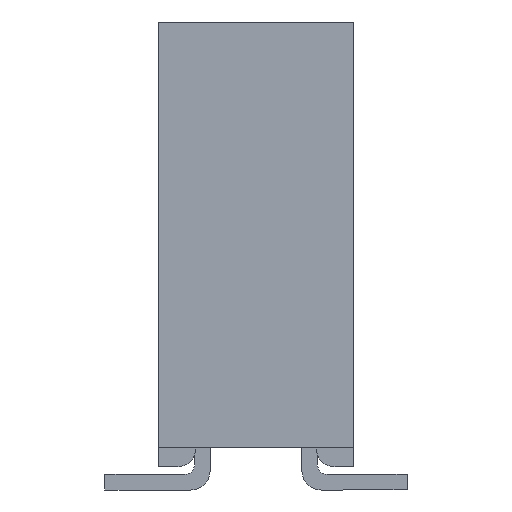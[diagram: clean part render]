
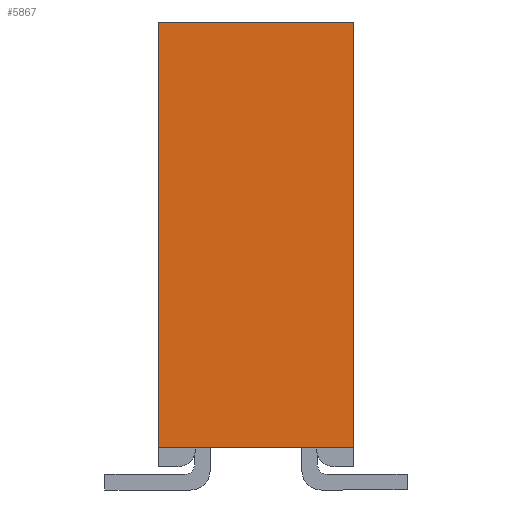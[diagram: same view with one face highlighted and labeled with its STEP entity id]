
A CAD part, left-side view. The second image highlights one B-rep face of the part: STEP entity #5867.
In plain terms, the highlighted planar face has unit normal (-1, 0, 0).
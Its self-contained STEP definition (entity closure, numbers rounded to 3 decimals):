
#5867 = ADVANCED_FACE('',(#5868),#5902,.F.);
#5868 = FACE_BOUND('',#5869,.T.);
#5869 = EDGE_LOOP('',(#5870,#5880,#5888,#5896));
#5870 = ORIENTED_EDGE('',*,*,#5871,.T.);
#5871 = EDGE_CURVE('',#5872,#5874,#5876,.T.);
#5872 = VERTEX_POINT('',#5873);
#5873 = CARTESIAN_POINT('',(-18.542,5.791,-1.27));
#5874 = VERTEX_POINT('',#5875);
#5875 = CARTESIAN_POINT('',(-18.542,0.254,-1.27));
#5876 = LINE('',#5877,#5878);
#5877 = CARTESIAN_POINT('',(-18.542,5.791,-1.27));
#5878 = VECTOR('',#5879,1.);
#5879 = DIRECTION('',(0.,-1.,0.));
#5880 = ORIENTED_EDGE('',*,*,#5881,.T.);
#5881 = EDGE_CURVE('',#5874,#5882,#5884,.T.);
#5882 = VERTEX_POINT('',#5883);
#5883 = CARTESIAN_POINT('',(-18.542,0.254,1.27));
#5884 = LINE('',#5885,#5886);
#5885 = CARTESIAN_POINT('',(-18.542,0.254,-0.787));
#5886 = VECTOR('',#5887,1.);
#5887 = DIRECTION('',(0.,0.,1.));
#5888 = ORIENTED_EDGE('',*,*,#5889,.F.);
#5889 = EDGE_CURVE('',#5890,#5882,#5892,.T.);
#5890 = VERTEX_POINT('',#5891);
#5891 = CARTESIAN_POINT('',(-18.542,5.791,1.27));
#5892 = LINE('',#5893,#5894);
#5893 = CARTESIAN_POINT('',(-18.542,5.791,1.27));
#5894 = VECTOR('',#5895,1.);
#5895 = DIRECTION('',(0.,-1.,0.));
#5896 = ORIENTED_EDGE('',*,*,#5897,.F.);
#5897 = EDGE_CURVE('',#5872,#5890,#5898,.T.);
#5898 = LINE('',#5899,#5900);
#5899 = CARTESIAN_POINT('',(-18.542,5.791,-1.27));
#5900 = VECTOR('',#5901,1.);
#5901 = DIRECTION('',(0.,0.,1.));
#5902 = PLANE('',#5903);
#5903 = AXIS2_PLACEMENT_3D('',#5904,#5905,#5906);
#5904 = CARTESIAN_POINT('',(-18.542,5.791,-1.27));
#5905 = DIRECTION('',(1.,0.,0.));
#5906 = DIRECTION('',(0.,0.,-1.));
